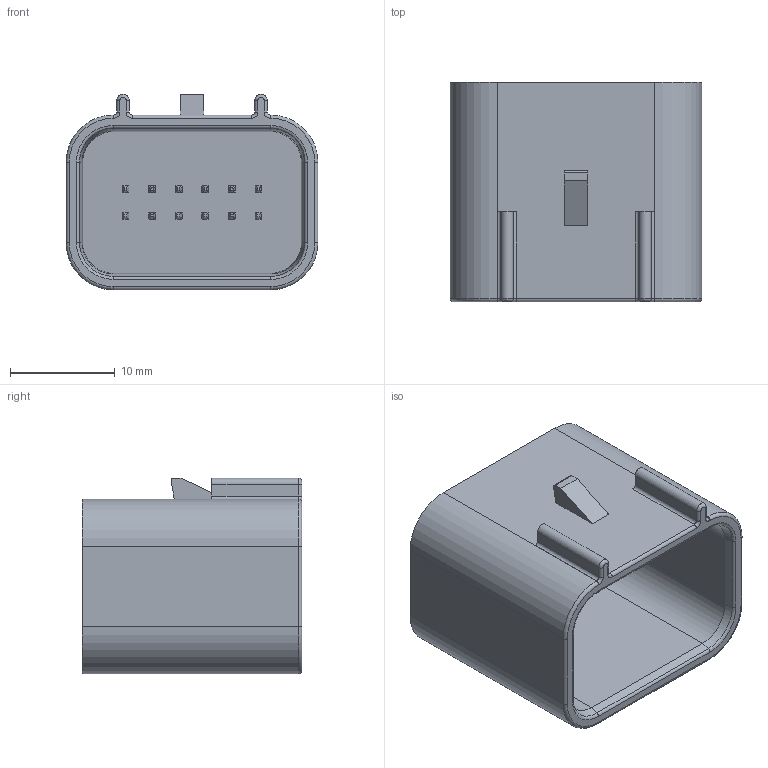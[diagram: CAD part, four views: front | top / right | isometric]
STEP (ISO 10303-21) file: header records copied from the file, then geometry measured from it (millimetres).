
FILE_DESCRIPTION(/* description */ (''),/* implementation_level */ '2;1');
FILE_NAME(/* name */ '064-S-012-2-C01.stp',/* time_stamp */ '2011-11-21T13:12:22-05:00',/* author */ (''),/* organization */ (''),/* preprocessor_version */ 'ST-DEVELOPER v11',/* originating_system */ 'SIEMENS PLM Software NX 7.5',/* authorisation */ '');
FILE_SCHEMA (('CONFIG_CONTROL_DESIGN'));
Length unit declared in the file: millimetre
Products named in the file (1): 15461721_01
Bounding box: 24.08 x 21 x 18.7 mm (x, y, z)
Volume: 3404.4 mm3; surface area: 3682.3 mm2
Topology: 1 solids, 1 shells, 277 faces, 747 edges, 486 vertices
Faces by surface type: plane 134, cylinder 125, bspline 10, torus 8
Entity records: 9089 total; most frequent: CARTESIAN_POINT 1857, DIRECTION 1551, ORIENTED_EDGE 1494, EDGE_CURVE 747, AXIS2_PLACEMENT_3D 564, VERTEX_POINT 486, LINE 423, VECTOR 423
